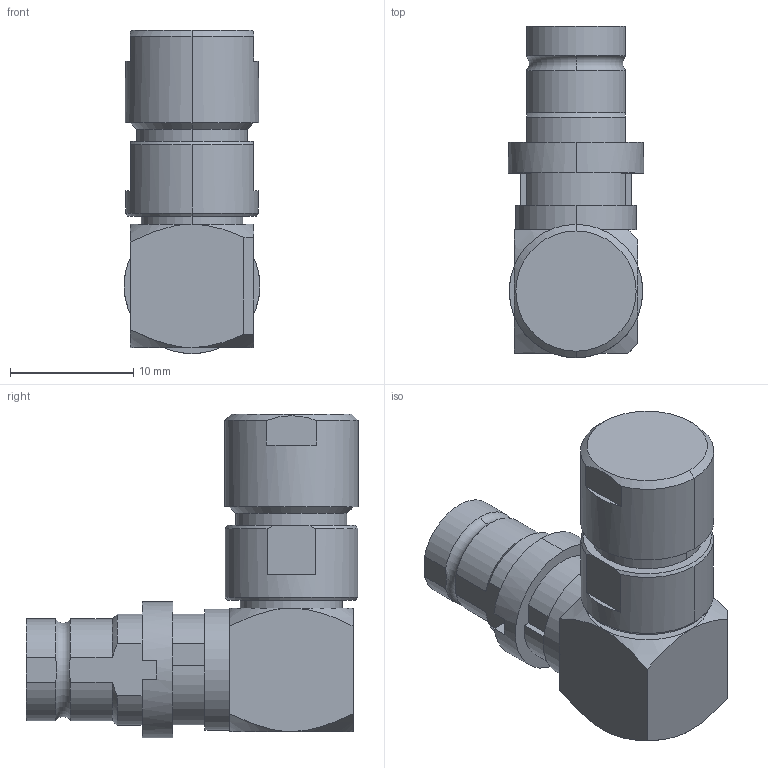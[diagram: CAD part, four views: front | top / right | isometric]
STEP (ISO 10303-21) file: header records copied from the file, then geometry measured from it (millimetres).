
FILE_DESCRIPTION((''),'2;1');
FILE_NAME('1','2021-08-26T',('Administrator'),(''),'PRO/ENGINEER BY PARAMETRIC TECHNOLOGY CORPORATION, 2012090','PRO/ENGINEER BY PARAMETRIC TECHNOLOGY CORPORATION, 2012090','');
FILE_SCHEMA(('CONFIG_CONTROL_DESIGN'));
Length unit declared in the file: millimetre
Products named in the file (1): 1
Bounding box: 11 x 26.9 x 26.21 mm (x, y, z)
Volume: 3230.1 mm3; surface area: 1934.1 mm2
Topology: 1 solids, 1 shells, 115 faces, 280 edges, 178 vertices
Faces by surface type: plane 47, cylinder 36, cone 24, bspline 6, torus 2
Entity records: 4738 total; most frequent: CARTESIAN_POINT 2042, ORIENTED_EDGE 560, DIRECTION 540, EDGE_CURVE 280, AXIS2_PLACEMENT_3D 210, VERTEX_POINT 178, EDGE_LOOP 126, VECTOR 120
